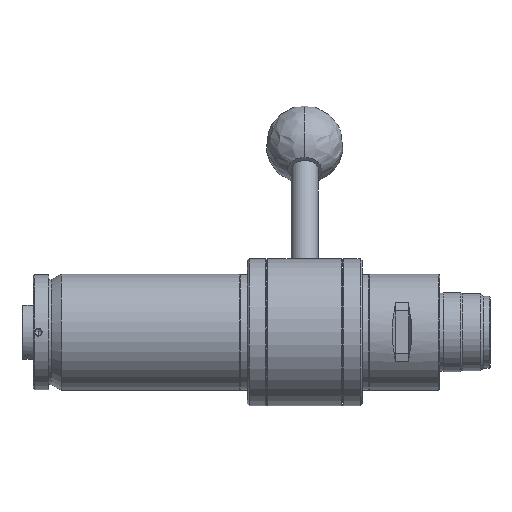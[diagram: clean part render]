
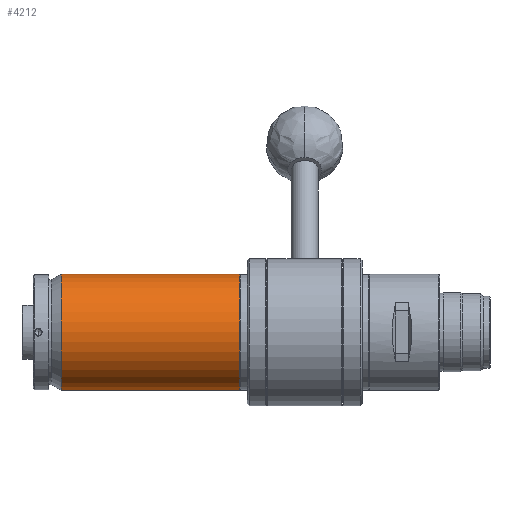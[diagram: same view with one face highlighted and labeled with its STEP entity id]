
A CAD part, front view. The second image highlights one B-rep face of the part: STEP entity #4212.
In plain terms, the highlighted cylindrical face has radius 15 mm (diameter 30 mm), a partial arc.
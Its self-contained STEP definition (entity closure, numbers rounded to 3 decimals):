
#44 = EDGE_CURVE ( 'NONE', #358, #4520, #142, .T. ) ;
#142 = CIRCLE ( 'NONE', #4472, 15. ) ;
#243 = EDGE_LOOP ( 'NONE', ( #912, #5246, #5219, #2777, #6440 ) ) ;
#275 = CARTESIAN_POINT ( 'NONE',  ( 56.1, 0., 0. ) ) ;
#358 = VERTEX_POINT ( 'NONE', #5290 ) ;
#368 = CIRCLE ( 'NONE', #4323, 15. ) ;
#564 = DIRECTION ( 'NONE',  ( -1., 0., 0. ) ) ;
#912 = ORIENTED_EDGE ( 'NONE', *, *, #4412, .F. ) ;
#950 = CARTESIAN_POINT ( 'NONE',  ( 1.437, 0., 0. ) ) ;
#1005 = EDGE_CURVE ( 'NONE', #3461, #4998, #6541, .T. ) ;
#1024 = CARTESIAN_POINT ( 'NONE',  ( 56.1, 0., -15. ) ) ;
#1092 = CARTESIAN_POINT ( 'NONE',  ( 56.1, -15., 0. ) ) ;
#1133 = LINE ( 'NONE', #6632, #5928 ) ;
#1375 = CARTESIAN_POINT ( 'NONE',  ( 56.1, 0., 15. ) ) ;
#1693 = CARTESIAN_POINT ( 'NONE',  ( 1.437, 0., -15. ) ) ;
#1801 = DIRECTION ( 'NONE',  ( -1., 0., 0. ) ) ;
#1807 = CARTESIAN_POINT ( 'NONE',  ( 10.098, 0., 0. ) ) ;
#2386 = CARTESIAN_POINT ( 'NONE',  ( 10.098, 0., -15. ) ) ;
#2642 = DIRECTION ( 'NONE',  ( -1., 0., 0. ) ) ;
#2646 = DIRECTION ( 'NONE',  ( -1., 0., 0. ) ) ;
#2777 = ORIENTED_EDGE ( 'NONE', *, *, #4750, .T. ) ;
#3419 = AXIS2_PLACEMENT_3D ( 'NONE', #950, #2646, #6665 ) ;
#3461 = VERTEX_POINT ( 'NONE', #1024 ) ;
#3514 = DIRECTION ( 'NONE',  ( 0., 0., 1. ) ) ;
#3608 = DIRECTION ( 'NONE',  ( 1., 0., 0. ) ) ;
#4212 = ADVANCED_FACE ( 'NONE', ( #7316 ), #5604, .T. ) ;
#4272 = DIRECTION ( 'NONE',  ( 0., 0., 1. ) ) ;
#4323 = AXIS2_PLACEMENT_3D ( 'NONE', #275, #5291, #4272 ) ;
#4412 = EDGE_CURVE ( 'NONE', #3461, #4520, #4651, .T. ) ;
#4472 = AXIS2_PLACEMENT_3D ( 'NONE', #1807, #3608, #3514 ) ;
#4517 = DIRECTION ( 'NONE',  ( 0., 0., 1. ) ) ;
#4520 = VERTEX_POINT ( 'NONE', #2386 ) ;
#4651 = LINE ( 'NONE', #1693, #5254 ) ;
#4750 = EDGE_CURVE ( 'NONE', #6086, #358, #1133, .T. ) ;
#4998 = VERTEX_POINT ( 'NONE', #1092 ) ;
#5219 = ORIENTED_EDGE ( 'NONE', *, *, #6648, .T. ) ;
#5246 = ORIENTED_EDGE ( 'NONE', *, *, #1005, .T. ) ;
#5254 = VECTOR ( 'NONE', #564, 1000. ) ;
#5290 = CARTESIAN_POINT ( 'NONE',  ( 10.098, 0., 15. ) ) ;
#5291 = DIRECTION ( 'NONE',  ( -1., 0., 0. ) ) ;
#5604 = CYLINDRICAL_SURFACE ( 'NONE', #3419, 15. ) ;
#5928 = VECTOR ( 'NONE', #2642, 1000. ) ;
#6086 = VERTEX_POINT ( 'NONE', #1375 ) ;
#6296 = AXIS2_PLACEMENT_3D ( 'NONE', #6384, #1801, #4517 ) ;
#6384 = CARTESIAN_POINT ( 'NONE',  ( 56.1, 0., 0. ) ) ;
#6440 = ORIENTED_EDGE ( 'NONE', *, *, #44, .T. ) ;
#6541 = CIRCLE ( 'NONE', #6296, 15. ) ;
#6632 = CARTESIAN_POINT ( 'NONE',  ( 1.437, 0., 15. ) ) ;
#6648 = EDGE_CURVE ( 'NONE', #4998, #6086, #368, .T. ) ;
#6665 = DIRECTION ( 'NONE',  ( 0., 0., 1. ) ) ;
#7316 = FACE_OUTER_BOUND ( 'NONE', #243, .T. ) ;
